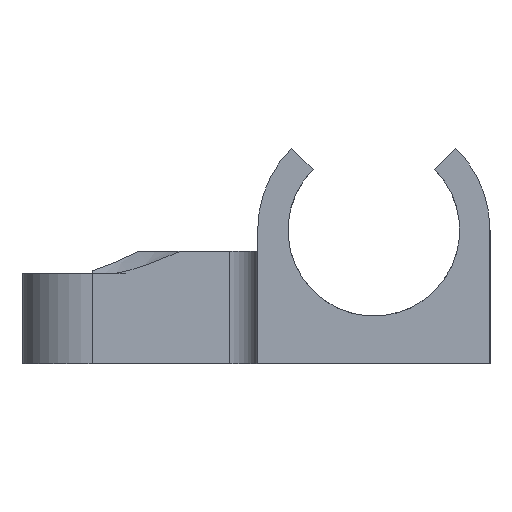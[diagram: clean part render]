
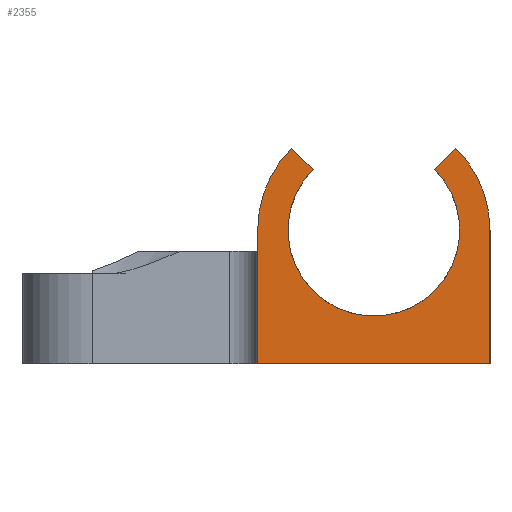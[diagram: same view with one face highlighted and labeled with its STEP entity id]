
A CAD part, left-side view. The second image highlights one B-rep face of the part: STEP entity #2355.
In plain terms, the highlighted planar face has unit normal (-1, 0, 0).
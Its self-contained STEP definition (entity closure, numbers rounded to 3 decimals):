
#5 = DIRECTION ( 'NONE',  ( 0., 0., 1. ) ) ;
#6 = DIRECTION ( 'NONE',  ( -1., 0., 0. ) ) ;
#7 = CARTESIAN_POINT ( 'NONE',  ( -88.3, 0., 0. ) ) ;
#53 = EDGE_CURVE ( 'NONE', #1129, #1075, #805, .T. ) ;
#125 = EDGE_CURVE ( 'NONE', #1073, #1066, #583, .T. ) ;
#135 = EDGE_CURVE ( 'NONE', #1075, #1073, #2461, .T. ) ;
#227 = ORIENTED_EDGE ( 'NONE', *, *, #2380, .T. ) ;
#229 = ORIENTED_EDGE ( 'NONE', *, *, #2386, .T. ) ;
#230 = ORIENTED_EDGE ( 'NONE', *, *, #53, .F. ) ;
#231 = ORIENTED_EDGE ( 'NONE', *, *, #135, .F. ) ;
#232 = ORIENTED_EDGE ( 'NONE', *, *, #125, .F. ) ;
#233 = ORIENTED_EDGE ( 'NONE', *, *, #2296, .T. ) ;
#235 = ORIENTED_EDGE ( 'NONE', *, *, #2394, .T. ) ;
#237 = ORIENTED_EDGE ( 'NONE', *, *, #2289, .T. ) ;
#387 = EDGE_LOOP ( 'NONE', ( #232, #231, #230, #229, #235, #237, #233, #227 ) ) ;
#516 = VERTEX_POINT ( 'NONE', #1331 ) ;
#581 = DIRECTION ( 'NONE',  ( 0., -0.707, 0.707 ) ) ;
#582 = CARTESIAN_POINT ( 'NONE',  ( -88.3, -4.313, 4.313 ) ) ;
#583 = LINE ( 'NONE', #582, #2144 ) ;
#803 = DIRECTION ( 'NONE',  ( 0., -0.707, -0.707 ) ) ;
#804 = CARTESIAN_POINT ( 'NONE',  ( -88.3, 13.482, 13.482 ) ) ;
#805 = LINE ( 'NONE', #804, #2245 ) ;
#1064 = VERTEX_POINT ( 'NONE', #1342 ) ;
#1066 = VERTEX_POINT ( 'NONE', #1344 ) ;
#1073 = VERTEX_POINT ( 'NONE', #1351 ) ;
#1075 = VERTEX_POINT ( 'NONE', #1353 ) ;
#1129 = VERTEX_POINT ( 'NONE', #1404 ) ;
#1176 = VERTEX_POINT ( 'NONE', #1451 ) ;
#1177 = VERTEX_POINT ( 'NONE', #1452 ) ;
#1193 = AXIS2_PLACEMENT_3D ( 'NONE', #1768, #1769, #1770 ) ;
#1212 = AXIS2_PLACEMENT_3D ( 'NONE', #1786, #1787, #1788 ) ;
#1224 = VECTOR ( 'NONE', #1813, 1000. ) ;
#1331 = CARTESIAN_POINT ( 'NONE',  ( -88.3, 8.25, -9.5 ) ) ;
#1342 = CARTESIAN_POINT ( 'NONE',  ( -88.3, 8.25, 0. ) ) ;
#1344 = CARTESIAN_POINT ( 'NONE',  ( -88.3, -5.834, 5.834 ) ) ;
#1351 = CARTESIAN_POINT ( 'NONE',  ( -88.3, -4.313, 4.313 ) ) ;
#1353 = CARTESIAN_POINT ( 'NONE',  ( -88.3, 4.313, 4.313 ) ) ;
#1404 = CARTESIAN_POINT ( 'NONE',  ( -88.3, 5.834, 5.834 ) ) ;
#1451 = CARTESIAN_POINT ( 'NONE',  ( -88.3, -8.25, 0. ) ) ;
#1452 = CARTESIAN_POINT ( 'NONE',  ( -88.3, -8.25, -9.5 ) ) ;
#1467 = LINE ( 'NONE', #1468, #2119 ) ;
#1468 = CARTESIAN_POINT ( 'NONE',  ( -88.3, 8.25, -9.5 ) ) ;
#1469 = DIRECTION ( 'NONE',  ( 0., -1., 0. ) ) ;
#1488 = LINE ( 'NONE', #1489, #2110 ) ;
#1489 = CARTESIAN_POINT ( 'NONE',  ( -88.3, -8.25, 0. ) ) ;
#1490 = DIRECTION ( 'NONE',  ( 0., 0., 1. ) ) ;
#1681 = PLANE ( 'NONE',  #2000 ) ;
#1682 = CARTESIAN_POINT ( 'NONE',  ( -88.3, 0., 0. ) ) ;
#1683 = DIRECTION ( 'NONE',  ( -1., 0., 0. ) ) ;
#1684 = DIRECTION ( 'NONE',  ( 0., 0., 1. ) ) ;
#1768 = CARTESIAN_POINT ( 'NONE',  ( -88.3, 0., 0. ) ) ;
#1769 = DIRECTION ( 'NONE',  ( -1., 0., 0. ) ) ;
#1770 = DIRECTION ( 'NONE',  ( 0., 0., 1. ) ) ;
#1786 = CARTESIAN_POINT ( 'NONE',  ( -88.3, 0., 0. ) ) ;
#1787 = DIRECTION ( 'NONE',  ( -1., 0., 0. ) ) ;
#1788 = DIRECTION ( 'NONE',  ( 0., 0., 1. ) ) ;
#1811 = LINE ( 'NONE', #1812, #1224 ) ;
#1812 = CARTESIAN_POINT ( 'NONE',  ( -88.3, 8.25, 0. ) ) ;
#1813 = DIRECTION ( 'NONE',  ( 0., 0., -1. ) ) ;
#2000 = AXIS2_PLACEMENT_3D ( 'NONE', #1682, #1683, #1684 ) ;
#2004 = FACE_OUTER_BOUND ( 'NONE', #387, .T. ) ;
#2110 = VECTOR ( 'NONE', #1490, 1000. ) ;
#2119 = VECTOR ( 'NONE', #1469, 1000. ) ;
#2144 = VECTOR ( 'NONE', #581, 1000. ) ;
#2188 = AXIS2_PLACEMENT_3D ( 'NONE', #7, #6, #5 ) ;
#2245 = VECTOR ( 'NONE', #803, 1000. ) ;
#2289 = EDGE_CURVE ( 'NONE', #516, #1177, #1467, .T. ) ;
#2296 = EDGE_CURVE ( 'NONE', #1177, #1176, #1488, .T. ) ;
#2355 = ADVANCED_FACE ( 'NONE', ( #2004 ), #1681, .T. ) ;
#2380 = EDGE_CURVE ( 'NONE', #1176, #1066, #2447, .T. ) ;
#2386 = EDGE_CURVE ( 'NONE', #1129, #1064, #2442, .T. ) ;
#2394 = EDGE_CURVE ( 'NONE', #1064, #516, #1811, .T. ) ;
#2442 = CIRCLE ( 'NONE', #1212, 8.25 ) ;
#2447 = CIRCLE ( 'NONE', #1193, 8.25 ) ;
#2461 = CIRCLE ( 'NONE', #2188, 6.1 ) ;
